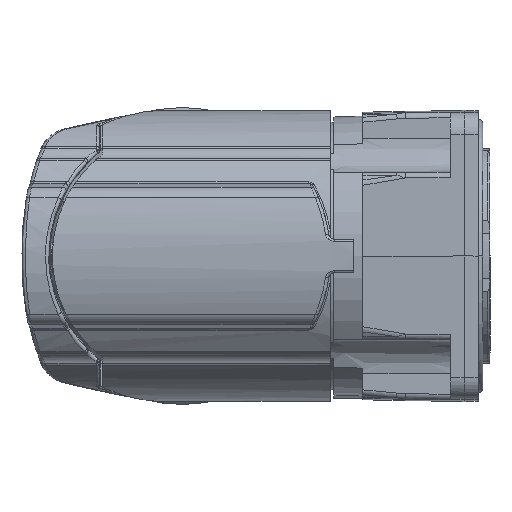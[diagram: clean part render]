
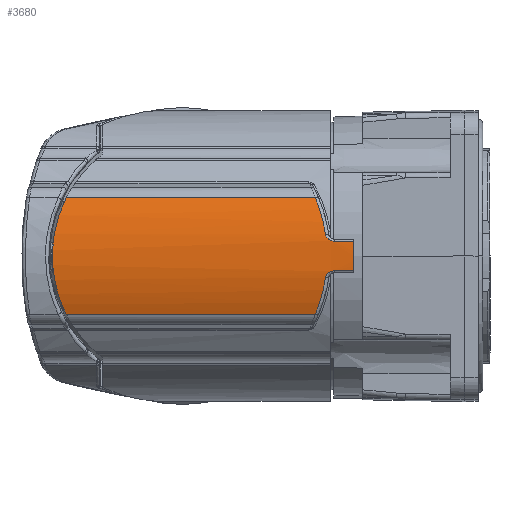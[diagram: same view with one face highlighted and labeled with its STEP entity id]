
A CAD part, left-side view. The second image highlights one B-rep face of the part: STEP entity #3680.
In plain terms, the highlighted cylindrical face has radius 15 mm (diameter 30 mm), a partial arc.
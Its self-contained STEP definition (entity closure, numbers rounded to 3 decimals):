
#107=(
BOUNDED_CURVE()
B_SPLINE_CURVE(3,(#27876,#27877,#27878,#27879,#27880,#27881,#27882,#27883,
#27884,#27885),.UNSPECIFIED.,.F.,.F.)
B_SPLINE_CURVE_WITH_KNOTS((4,3,1,1,1,4),(0.,0.01,0.303,
0.568,0.819,1.),.UNSPECIFIED.)
CURVE()
GEOMETRIC_REPRESENTATION_ITEM()
RATIONAL_B_SPLINE_CURVE((1.167,1.167,1.167,
1.167,1.167,1.167,1.167,1.167,
1.167,1.167))
REPRESENTATION_ITEM('')
);
#1423=B_SPLINE_CURVE_WITH_KNOTS('',3,(#27467,#27468,#27469,#27470,#27471,
#27472),.UNSPECIFIED.,.F.,.F.,(4,2,4),(0.,0.5,1.),.UNSPECIFIED.);
#1472=B_SPLINE_CURVE_WITH_KNOTS('',3,(#27859,#27860,#27861,#27862,#27863,
#27864,#27865,#27866,#27867,#27868,#27869,#27870,#27871,#27872,#27873,#27874),
 .UNSPECIFIED.,.F.,.F.,(4,2,2,2,2,2,2,4),(0.,0.125,0.25,
0.5,0.625,0.75,0.875,
1.),.UNSPECIFIED.);
#1473=B_SPLINE_CURVE_WITH_KNOTS('',3,(#27888,#27889,#27890,#27891),
 .UNSPECIFIED.,.F.,.F.,(4,4),(0.,1.),.UNSPECIFIED.);
#1474=B_SPLINE_CURVE_WITH_KNOTS('',3,(#27893,#27894,#27895,#27896),
 .UNSPECIFIED.,.F.,.F.,(4,4),(0.,1.),.UNSPECIFIED.);
#2190=CYLINDRICAL_SURFACE('',#16258,15.);
#2469=LINE('',#27850,#2939);
#2470=LINE('',#27857,#2940);
#2471=LINE('',#27887,#2941);
#2472=LINE('',#27898,#2942);
#2939=VECTOR('',#18337,1.);
#2940=VECTOR('',#18344,1.);
#2941=VECTOR('',#18345,1.);
#2942=VECTOR('',#18346,1.);
#3680=ADVANCED_FACE('',(#4760),#2190,.T.);
#4760=FACE_OUTER_BOUND('',#5652,.T.);
#5652=EDGE_LOOP('',(#8713,#8714,#8715,#8716,#8717,#8718,#8719,#8720,#8721,
#8722,#8723));
#8713=ORIENTED_EDGE('',*,*,#14066,.T.);
#8714=ORIENTED_EDGE('',*,*,#14067,.T.);
#8715=ORIENTED_EDGE('',*,*,#14068,.F.);
#8716=ORIENTED_EDGE('',*,*,#14069,.F.);
#8717=ORIENTED_EDGE('',*,*,#14070,.F.);
#8718=ORIENTED_EDGE('',*,*,#14071,.F.);
#8719=ORIENTED_EDGE('',*,*,#13990,.T.);
#8720=ORIENTED_EDGE('',*,*,#14065,.T.);
#8721=ORIENTED_EDGE('',*,*,#14072,.F.);
#8722=ORIENTED_EDGE('',*,*,#14073,.T.);
#8723=ORIENTED_EDGE('',*,*,#14074,.F.);
#11979=VERTEX_POINT('',#27466);
#11980=VERTEX_POINT('',#27473);
#12028=VERTEX_POINT('',#27844);
#12029=VERTEX_POINT('',#27853);
#12030=VERTEX_POINT('',#27854);
#12031=VERTEX_POINT('',#27856);
#12032=VERTEX_POINT('',#27858);
#12033=VERTEX_POINT('',#27875);
#12034=VERTEX_POINT('',#27886);
#12035=VERTEX_POINT('',#27892);
#12036=VERTEX_POINT('',#27897);
#13990=EDGE_CURVE('',#11980,#11979,#1423,.T.);
#14065=EDGE_CURVE('',#11979,#12028,#2469,.T.);
#14066=EDGE_CURVE('',#12029,#12030,#15361,.T.);
#14067=EDGE_CURVE('',#12030,#12031,#15362,.T.);
#14068=EDGE_CURVE('',#12032,#12031,#2470,.T.);
#14069=EDGE_CURVE('',#12033,#12032,#1472,.T.);
#14070=EDGE_CURVE('',#12034,#12033,#107,.T.);
#14071=EDGE_CURVE('',#11980,#12034,#2471,.T.);
#14072=EDGE_CURVE('',#12035,#12028,#1473,.T.);
#14073=EDGE_CURVE('',#12035,#12036,#1474,.T.);
#14074=EDGE_CURVE('',#12029,#12036,#2472,.T.);
#15361=CIRCLE('',#16256,15.);
#15362=CIRCLE('',#16257,15.);
#16256=AXIS2_PLACEMENT_3D('',#27852,#18340,#18341);
#16257=AXIS2_PLACEMENT_3D('',#27855,#18342,#18343);
#16258=AXIS2_PLACEMENT_3D('',#27899,#18347,#18348);
#18337=DIRECTION('',(0.,-1.,0.));
#18340=DIRECTION('',(0.,1.,0.));
#18341=DIRECTION('',(-0.996,0.,-0.088));
#18342=DIRECTION('',(0.,1.,0.));
#18343=DIRECTION('',(-1.,0.,0.));
#18344=DIRECTION('',(0.,-1.,0.));
#18345=DIRECTION('',(0.,-1.,0.));
#18346=DIRECTION('',(0.,1.,0.));
#18347=DIRECTION('',(0.,-1.,0.));
#18348=DIRECTION('',(1.,0.,0.));
#27466=CARTESIAN_POINT('',(-14.066,36.785,-5.21));
#27467=CARTESIAN_POINT('',(-14.066,36.785,5.21));
#27468=CARTESIAN_POINT('',(-14.681,37.628,3.549));
#27469=CARTESIAN_POINT('',(-15.009,38.043,1.701));
#27470=CARTESIAN_POINT('',(-14.991,38.02,-1.85));
#27471=CARTESIAN_POINT('',(-14.664,37.605,-3.595));
#27472=CARTESIAN_POINT('',(-14.066,36.785,-5.21));
#27473=CARTESIAN_POINT('',(-14.066,36.785,5.21));
#27844=CARTESIAN_POINT('',(-14.065,14.549,-5.209));
#27850=CARTESIAN_POINT('',(-14.066,36.785,-5.21));
#27852=CARTESIAN_POINT('',(0.,11.15,0.));
#27853=CARTESIAN_POINT('',(-14.942,11.15,-1.318));
#27854=CARTESIAN_POINT('',(-15.,11.15,0.));
#27855=CARTESIAN_POINT('',(0.,11.15,0.));
#27856=CARTESIAN_POINT('',(-14.942,11.15,1.318));
#27857=CARTESIAN_POINT('',(-14.942,12.847,1.318));
#27858=CARTESIAN_POINT('',(-14.942,12.847,1.318));
#27859=CARTESIAN_POINT('',(-14.876,13.638,1.922));
#27860=CARTESIAN_POINT('',(-14.88,13.635,1.895));
#27861=CARTESIAN_POINT('',(-14.884,13.624,1.861));
#27862=CARTESIAN_POINT('',(-14.893,13.6,1.787));
#27863=CARTESIAN_POINT('',(-14.902,13.566,1.711));
#27864=CARTESIAN_POINT('',(-14.905,13.55,1.683));
#27865=CARTESIAN_POINT('',(-14.924,13.399,1.507));
#27866=CARTESIAN_POINT('',(-14.925,13.39,1.499));
#27867=CARTESIAN_POINT('',(-14.928,13.357,1.47));
#27868=CARTESIAN_POINT('',(-14.932,13.294,1.428));
#27869=CARTESIAN_POINT('',(-14.936,13.204,1.385));
#27870=CARTESIAN_POINT('',(-14.939,13.108,1.351));
#27871=CARTESIAN_POINT('',(-14.941,12.993,1.325));
#27872=CARTESIAN_POINT('',(-14.942,12.92,1.318));
#27873=CARTESIAN_POINT('',(-14.942,12.884,1.316));
#27874=CARTESIAN_POINT('',(-14.942,12.847,1.318));
#27875=CARTESIAN_POINT('',(-14.876,13.638,1.922));
#27876=CARTESIAN_POINT('',(-14.055,14.562,5.24));
#27877=CARTESIAN_POINT('',(-14.059,14.557,5.23));
#27878=CARTESIAN_POINT('',(-14.063,14.553,5.22));
#27879=CARTESIAN_POINT('',(-14.066,14.549,5.21));
#27880=CARTESIAN_POINT('',(-14.178,14.422,4.907));
#27881=CARTESIAN_POINT('',(-14.376,14.198,4.315));
#27882=CARTESIAN_POINT('',(-14.613,13.933,3.424));
#27883=CARTESIAN_POINT('',(-14.774,13.753,2.632));
#27884=CARTESIAN_POINT('',(-14.849,13.669,2.133));
#27885=CARTESIAN_POINT('',(-14.876,13.638,1.922));
#27886=CARTESIAN_POINT('',(-14.065,14.549,5.209));
#27887=CARTESIAN_POINT('',(-14.066,36.785,5.21));
#27888=CARTESIAN_POINT('',(-14.877,13.638,-1.922));
#27889=CARTESIAN_POINT('',(-14.724,13.805,-3.073));
#27890=CARTESIAN_POINT('',(-14.449,14.114,-4.188));
#27891=CARTESIAN_POINT('',(-14.065,14.549,-5.209));
#27892=CARTESIAN_POINT('',(-14.877,13.638,-1.922));
#27893=CARTESIAN_POINT('',(-14.876,13.638,-1.922));
#27894=CARTESIAN_POINT('',(-14.917,13.593,-1.608));
#27895=CARTESIAN_POINT('',(-14.942,13.277,-1.318));
#27896=CARTESIAN_POINT('',(-14.942,12.847,-1.318));
#27897=CARTESIAN_POINT('',(-14.942,12.847,-1.318));
#27898=CARTESIAN_POINT('',(-14.942,11.15,-1.318));
#27899=CARTESIAN_POINT('',(0.,38.57,0.));
